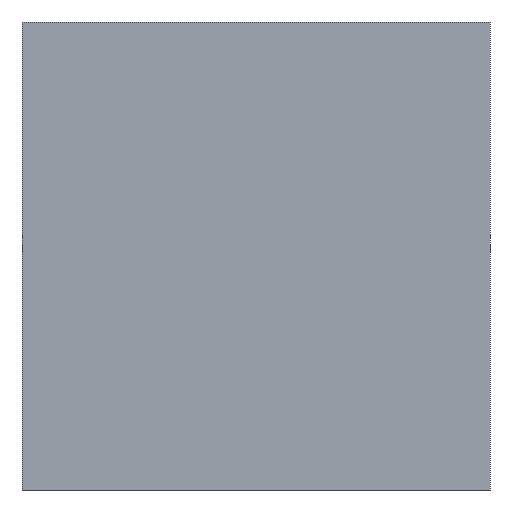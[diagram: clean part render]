
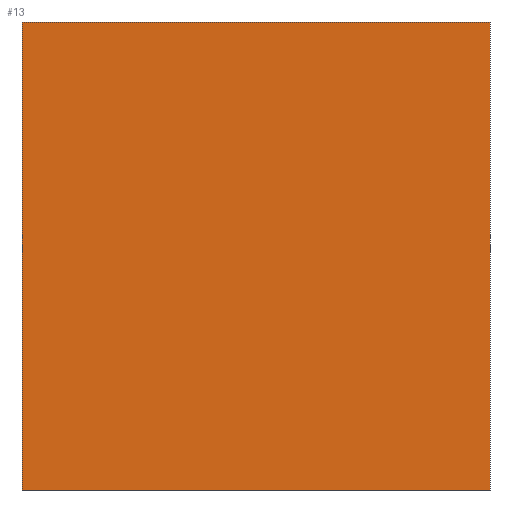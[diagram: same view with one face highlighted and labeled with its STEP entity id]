
A CAD part, left-side view. The second image highlights one B-rep face of the part: STEP entity #13.
In plain terms, the highlighted planar face has unit normal (-1, 0, 0).
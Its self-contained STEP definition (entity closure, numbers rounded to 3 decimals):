
#5 = EDGE_CURVE ( 'NONE', #148, #63, #108, .T. ) ;
#9 = DIRECTION ( 'NONE',  ( 0., -1., 0. ) ) ;
#13 = ADVANCED_FACE ( 'NONE', ( #28 ), #161, .F. ) ;
#25 = VECTOR ( 'NONE', #167, 1000. ) ;
#28 = FACE_OUTER_BOUND ( 'NONE', #53, .T. ) ;
#34 = AXIS2_PLACEMENT_3D ( 'NONE', #82, #145, #175 ) ;
#40 = ORIENTED_EDGE ( 'NONE', *, *, #204, .T. ) ;
#49 = VECTOR ( 'NONE', #225, 1000. ) ;
#53 = EDGE_LOOP ( 'NONE', ( #57, #187, #105, #40 ) ) ;
#56 = LINE ( 'NONE', #67, #25 ) ;
#57 = ORIENTED_EDGE ( 'NONE', *, *, #169, .T. ) ;
#63 = VERTEX_POINT ( 'NONE', #228 ) ;
#67 = CARTESIAN_POINT ( 'NONE',  ( 142.354, 33.429, 0. ) ) ;
#68 = CARTESIAN_POINT ( 'NONE',  ( 142.354, 27.179, 12.5 ) ) ;
#78 = VECTOR ( 'NONE', #9, 1000. ) ;
#82 = CARTESIAN_POINT ( 'NONE',  ( 142.354, 33.429, 12.5 ) ) ;
#102 = VERTEX_POINT ( 'NONE', #214 ) ;
#105 = ORIENTED_EDGE ( 'NONE', *, *, #195, .F. ) ;
#108 = LINE ( 'NONE', #109, #49 ) ;
#109 = CARTESIAN_POINT ( 'NONE',  ( 142.354, 27.179, 12.5 ) ) ;
#121 = LINE ( 'NONE', #129, #184 ) ;
#127 = VERTEX_POINT ( 'NONE', #165 ) ;
#129 = CARTESIAN_POINT ( 'NONE',  ( 142.354, 39.679, 12.5 ) ) ;
#145 = DIRECTION ( 'NONE',  ( 1., 0., 0. ) ) ;
#148 = VERTEX_POINT ( 'NONE', #68 ) ;
#153 = CARTESIAN_POINT ( 'NONE',  ( 142.354, 27.179, 12.5 ) ) ;
#158 = LINE ( 'NONE', #153, #78 ) ;
#161 = PLANE ( 'NONE',  #34 ) ;
#165 = CARTESIAN_POINT ( 'NONE',  ( 142.354, 39.679, 0. ) ) ;
#167 = DIRECTION ( 'NONE',  ( 0., -1., 0. ) ) ;
#169 = EDGE_CURVE ( 'NONE', #127, #63, #56, .T. ) ;
#175 = DIRECTION ( 'NONE',  ( 0., 0., -1. ) ) ;
#180 = DIRECTION ( 'NONE',  ( 0., 0., -1. ) ) ;
#184 = VECTOR ( 'NONE', #180, 1000. ) ;
#187 = ORIENTED_EDGE ( 'NONE', *, *, #5, .F. ) ;
#195 = EDGE_CURVE ( 'NONE', #102, #148, #158, .T. ) ;
#204 = EDGE_CURVE ( 'NONE', #102, #127, #121, .T. ) ;
#214 = CARTESIAN_POINT ( 'NONE',  ( 142.354, 39.679, 12.5 ) ) ;
#225 = DIRECTION ( 'NONE',  ( 0., 0., -1. ) ) ;
#228 = CARTESIAN_POINT ( 'NONE',  ( 142.354, 27.179, 0. ) ) ;
